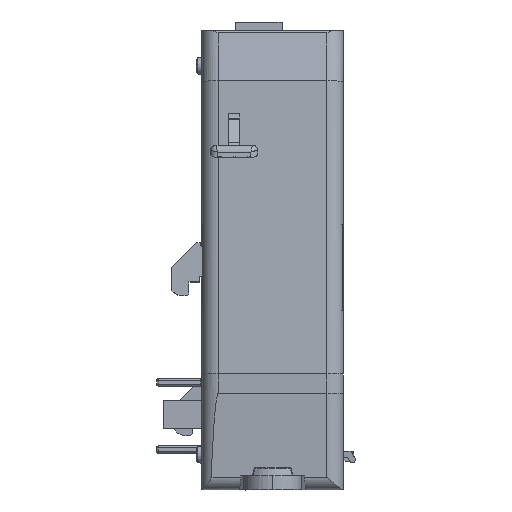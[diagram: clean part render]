
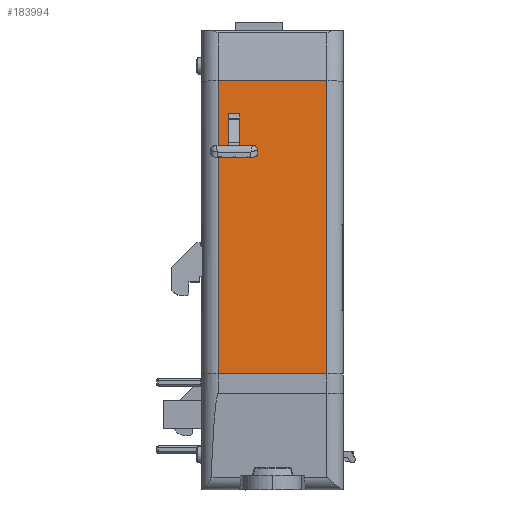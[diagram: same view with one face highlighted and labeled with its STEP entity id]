
A CAD part, front view. The second image highlights one B-rep face of the part: STEP entity #183994.
In plain terms, the highlighted planar face has unit normal (0, -0.999, 0.044).
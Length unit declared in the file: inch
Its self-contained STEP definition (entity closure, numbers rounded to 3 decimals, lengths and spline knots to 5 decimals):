
#732 = ORIENTED_EDGE ( 'NONE', *, *, #180216, .T. ) ;
#890 = EDGE_CURVE ( 'NONE', #198117, #125383, #21639, .T. ) ;
#1834 = DIRECTION ( 'NONE',  ( 0., -0.044, -0.999 ) ) ;
#5338 = VECTOR ( 'NONE', #68074, 39.37008 ) ;
#5959 = VERTEX_POINT ( 'NONE', #97620 ) ;
#7402 = DIRECTION ( 'NONE',  ( -1., 0., 0. ) ) ;
#7863 = CARTESIAN_POINT ( 'NONE',  ( -0.17505, -1.74776, -0.49051 ) ) ;
#11343 = DIRECTION ( 'NONE',  ( 0., -0.044, -0.999 ) ) ;
#13975 = CARTESIAN_POINT ( 'NONE',  ( -0.09629, -1.75976, -0.76539 ) ) ;
#21639 = LINE ( 'NONE', #113649, #183300 ) ;
#24344 = DIRECTION ( 'NONE',  ( 0., -0.999, 0.044 ) ) ;
#27965 = ORIENTED_EDGE ( 'NONE', *, *, #121449, .T. ) ;
#34553 = VERTEX_POINT ( 'NONE', #64961 ) ;
#39809 = EDGE_CURVE ( 'NONE', #167055, #91527, #144353, .T. ) ;
#40948 = EDGE_CURVE ( 'NONE', #167055, #145257, #64994, .T. ) ;
#47251 = EDGE_CURVE ( 'NONE', #65351, #91527, #145326, .T. ) ;
#47536 = DIRECTION ( 'NONE',  ( -1., 0., 0. ) ) ;
#47895 = ORIENTED_EDGE ( 'NONE', *, *, #890, .T. ) ;
#51825 = CARTESIAN_POINT ( 'NONE',  ( -0.17505, -1.92586, -4.56957 ) ) ;
#60088 = CARTESIAN_POINT ( 'NONE',  ( -0.17505, -1.75976, -0.76539 ) ) ;
#62948 = ORIENTED_EDGE ( 'NONE', *, *, #198223, .T. ) ;
#64961 = CARTESIAN_POINT ( 'NONE',  ( -0.24746, -1.82827, -2.33452 ) ) ;
#64994 = LINE ( 'NONE', #105421, #101830 ) ;
#65351 = VERTEX_POINT ( 'NONE', #114390 ) ;
#68074 = DIRECTION ( 'NONE',  ( -1., 0., 0. ) ) ;
#76123 = FACE_BOUND ( 'NONE', #168556, .T. ) ;
#78430 = CARTESIAN_POINT ( 'NONE',  ( -0.13567, -1.74776, -0.49051 ) ) ;
#79286 = DIRECTION ( 'NONE',  ( 0., -0.044, -0.999 ) ) ;
#82399 = ORIENTED_EDGE ( 'NONE', *, *, #40948, .F. ) ;
#83977 = VECTOR ( 'NONE', #47536, 39.37008 ) ;
#84085 = DIRECTION ( 'NONE',  ( 0., 0.044, 0.999 ) ) ;
#85288 = CARTESIAN_POINT ( 'NONE',  ( 0.51828, -1.82827, -2.33452 ) ) ;
#86025 = FACE_OUTER_BOUND ( 'NONE', #110973, .T. ) ;
#91527 = VERTEX_POINT ( 'NONE', #7863 ) ;
#92976 = CARTESIAN_POINT ( 'NONE',  ( -0.09629, -1.92586, -4.56957 ) ) ;
#97620 = CARTESIAN_POINT ( 'NONE',  ( -0.24746, -1.73772, -0.26054 ) ) ;
#101054 = CARTESIAN_POINT ( 'NONE',  ( 0.63541, -1.73772, -0.26054 ) ) ;
#101830 = VECTOR ( 'NONE', #199173, 39.37008 ) ;
#105066 = PLANE ( 'NONE',  #111713 ) ;
#105295 = LINE ( 'NONE', #92976, #188595 ) ;
#105421 = CARTESIAN_POINT ( 'NONE',  ( 0.63541, -1.75976, -0.76539 ) ) ;
#107357 = EDGE_CURVE ( 'NONE', #198117, #34553, #127846, .T. ) ;
#110973 = EDGE_LOOP ( 'NONE', ( #123550, #47895, #62948, #732 ) ) ;
#111713 = AXIS2_PLACEMENT_3D ( 'NONE', #135898, #24344, #11343 ) ;
#112481 = ORIENTED_EDGE ( 'NONE', *, *, #47251, .F. ) ;
#113649 = CARTESIAN_POINT ( 'NONE',  ( 0.51828, -1.92586, -4.56957 ) ) ;
#114390 = CARTESIAN_POINT ( 'NONE',  ( -0.09629, -1.74776, -0.49051 ) ) ;
#116038 = LINE ( 'NONE', #173040, #120951 ) ;
#116112 = CARTESIAN_POINT ( 'NONE',  ( 0.63541, -1.82827, -2.33452 ) ) ;
#120951 = VECTOR ( 'NONE', #1834, 39.37008 ) ;
#121449 = EDGE_CURVE ( 'NONE', #65351, #145257, #105295, .T. ) ;
#123550 = ORIENTED_EDGE ( 'NONE', *, *, #107357, .F. ) ;
#125383 = VERTEX_POINT ( 'NONE', #193605 ) ;
#127846 = LINE ( 'NONE', #116112, #5338 ) ;
#128723 = DIRECTION ( 'NONE',  ( 0., 0.044, 0.999 ) ) ;
#135898 = CARTESIAN_POINT ( 'NONE',  ( 0.63541, -1.92586, -4.56957 ) ) ;
#144353 = LINE ( 'NONE', #51825, #183567 ) ;
#145257 = VERTEX_POINT ( 'NONE', #13975 ) ;
#145326 = LINE ( 'NONE', #78430, #83977 ) ;
#146210 = VECTOR ( 'NONE', #7402, 39.37008 ) ;
#146478 = ORIENTED_EDGE ( 'NONE', *, *, #39809, .T. ) ;
#167055 = VERTEX_POINT ( 'NONE', #60088 ) ;
#168556 = EDGE_LOOP ( 'NONE', ( #112481, #27965, #82399, #146478 ) ) ;
#173040 = CARTESIAN_POINT ( 'NONE',  ( -0.24746, -1.82827, -2.33452 ) ) ;
#180216 = EDGE_CURVE ( 'NONE', #5959, #34553, #116038, .T. ) ;
#183300 = VECTOR ( 'NONE', #128723, 39.37008 ) ;
#183567 = VECTOR ( 'NONE', #84085, 39.37008 ) ;
#183994 = ADVANCED_FACE ( 'NONE', ( #86025, #76123 ), #105066, .T. ) ;
#188595 = VECTOR ( 'NONE', #79286, 39.37008 ) ;
#193605 = CARTESIAN_POINT ( 'NONE',  ( 0.51828, -1.73772, -0.26054 ) ) ;
#198117 = VERTEX_POINT ( 'NONE', #85288 ) ;
#198223 = EDGE_CURVE ( 'NONE', #125383, #5959, #199937, .T. ) ;
#199173 = DIRECTION ( 'NONE',  ( 1., 0., 0. ) ) ;
#199937 = LINE ( 'NONE', #101054, #146210 ) ;
